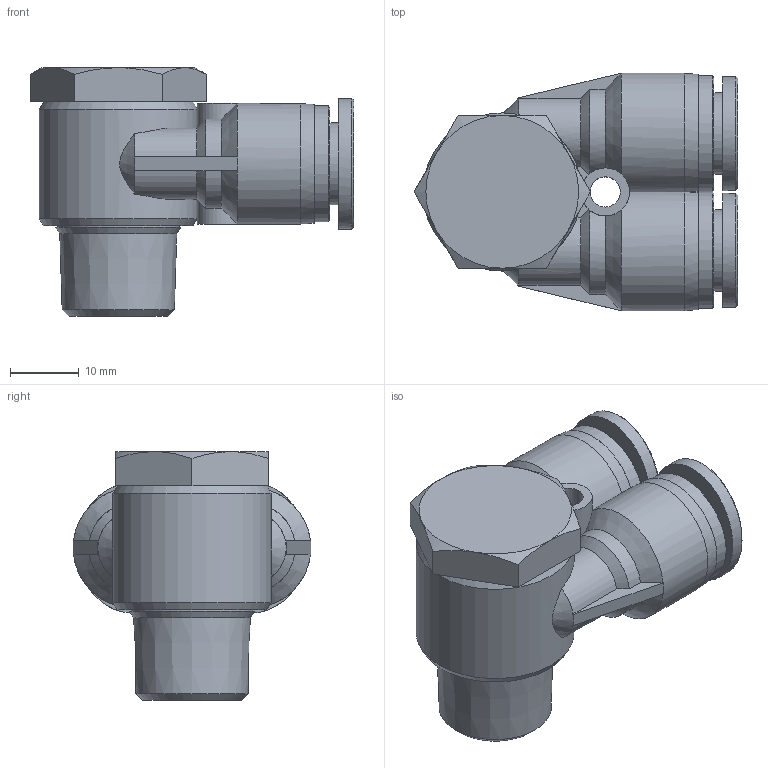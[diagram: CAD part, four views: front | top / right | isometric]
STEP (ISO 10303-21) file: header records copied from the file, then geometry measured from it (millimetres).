
FILE_DESCRIPTION((''),'2;1');
FILE_NAME('PA 3_8-N03U.stp','2016-10-12T09:39:04',('Administrator'),(''),'Autodesk Inventor 2013','Autodesk Inventor 2013','');
FILE_SCHEMA(('CONFIG_CONTROL_DESIGN'));
Length unit declared in the file: millimetre
Products named in the file (4): PA 3_8-N03U; BHW BODY-3_8; NA BODY-NPT3_8; SLEEVE N3_8L
Assembly tree (4 placements, depth 2):
  PA 3_8-N03U
    BHW BODY-3_8
    NA BODY-NPT3_8
    SLEEVE N3_8L  x2
Bounding box: 47.13 x 34.6 x 36.2 mm (x, y, z)
Volume: 24213.9 mm3; surface area: 10650.6 mm2
Topology: 4 solids, 4 shells, 104 faces, 223 edges, 137 vertices
Faces by surface type: plane 47, cone 27, cylinder 26, bspline 4
Full cylindrical faces by diameter (mm): 4.4 x1, 7 x2, 9.75 x4, 11.9 x2, 16.9 x2, 17 x1, 17.7 x1, 18.2 x1, 19.5 x1, 23 x1
Entity records: 2808 total; most frequent: CARTESIAN_POINT 796, DIRECTION 407, ORIENTED_EDGE 370, EDGE_CURVE 185, AXIS2_PLACEMENT_3D 177, EDGE_LOOP 125, VERTEX_POINT 124, FACE_OUTER_BOUND 93
